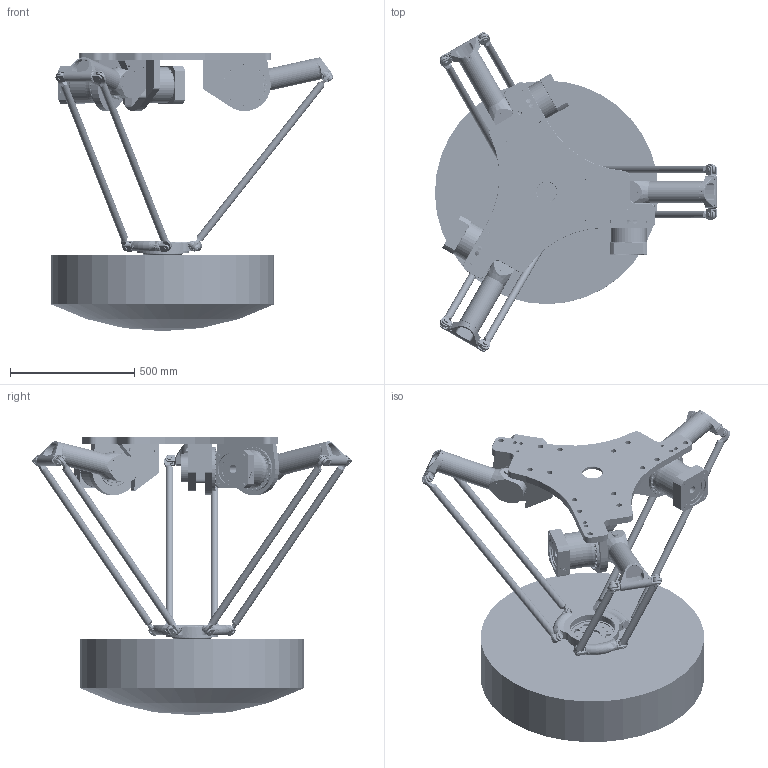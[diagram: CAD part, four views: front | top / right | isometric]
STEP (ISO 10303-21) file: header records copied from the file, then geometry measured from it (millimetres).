
FILE_DESCRIPTION(/* description */ ('Norm.iam Teamplte'),/* implementation_level */ '2;1');
FILE_NAME(/* name */ '3D-model_A_00844-01.stp',/* time_stamp */ '2024-07-26T11:39:46+02:00',/* author */ ('michael.schutter'),/* organization */ (''),/* preprocessor_version */ 'ST-DEVELOPER v19.2',/* originating_system */ 'Autodesk Inventor 2023',/* authorisation */ '');
FILE_SCHEMA (('AUTOMOTIVE_DESIGN { 1 0 10303 214 3 1 1 }'));
Products named in the file (8): A_00844-01_DUMMY n/a; MT_WST00054996; MT_WST00102487; MT_WST00068559MT_WST; MT_WST00117326; MT_WST00117328; MT_WST00058770MT_WST; MT_WST00057260MT_WST
Assembly tree (21 placements, depth 2):
  A_00844-01_DUMMY n/a
    MT_WST00054996
    MT_WST00102487
    MT_WST00057260MT_WST  x6
    MT_WST00117326  x3
    MT_WST00068559MT_WST  x3
    MT_WST00117328  x6
    MT_WST00058770MT_WST
Bounding box: 1136.06 x 1285.35 x 1120.22 mm (x, y, z)
Volume: 198879953.5 mm3; surface area: 4963403.6 mm2
Topology: 21 solids, 70 shells, 3660 faces, 8282 edges, 5211 vertices
Faces by surface type: plane 1668, cylinder 1084, bspline 528, cone 247, torus 132, sphere 1
Full cylindrical faces by diameter (mm): 3 x1, 3.15 x6, 4 x1, 4.917 x18, 5.5 x2, 6 x72, 6.6 x72, 8.376 x54, 10 x124, 10.4 x2, 11.5 x7, 12 x37, 13 x12, 17 x12, 17.294 x6, 22 x63, 26 x3, 28 x3, 30 x18, 32 x3, 40 x12, 50 x3, 63 x1, 82 x1, 86 x3, 88 x3, 100 x9, 105 x3, 128.588 x3, 130 x4
Entity records: 81651 total; most frequent: CARTESIAN_POINT 35258, DIRECTION 9282, ORIENTED_EDGE 9134, EDGE_CURVE 4567, AXIS2_PLACEMENT_3D 3462, VERTEX_POINT 2965, EDGE_LOOP 2436, LINE 2358
